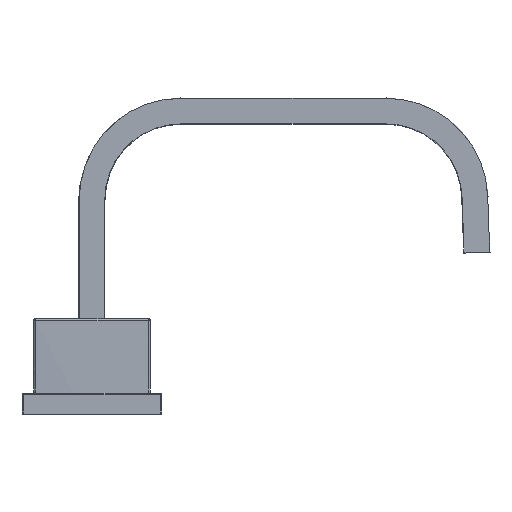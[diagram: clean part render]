
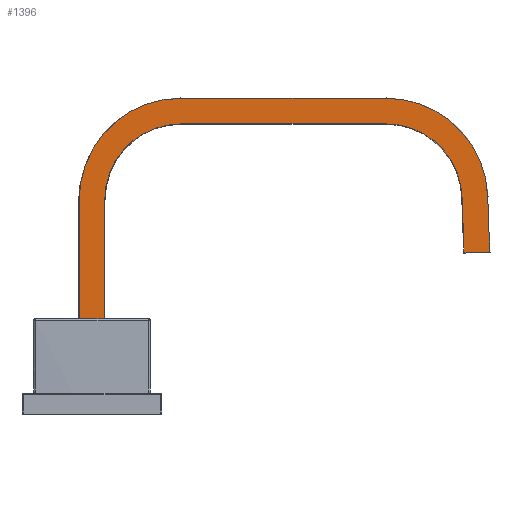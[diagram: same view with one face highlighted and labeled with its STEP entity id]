
A CAD part, left-side view. The second image highlights one B-rep face of the part: STEP entity #1396.
In plain terms, the highlighted planar face has unit normal (-1, 0, 0).
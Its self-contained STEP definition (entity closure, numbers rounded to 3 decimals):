
#3 = EDGE_CURVE ( 'NONE', #50, #1586, #1722, .T. ) ;
#28 = EDGE_CURVE ( 'NONE', #1345, #1266, #542, .T. ) ;
#43 = EDGE_CURVE ( 'NONE', #1680, #539, #56, .T. ) ;
#50 = VERTEX_POINT ( 'NONE', #799 ) ;
#56 = CIRCLE ( 'NONE', #608, 32.5 ) ;
#69 = CARTESIAN_POINT ( 'NONE',  ( -17.5, 91.85, 5.5 ) ) ;
#142 = CARTESIAN_POINT ( 'NONE',  ( -17.5, 124.35, 126.186 ) ) ;
#151 = VERTEX_POINT ( 'NONE', #1653 ) ;
#162 = VERTEX_POINT ( 'NONE', #354 ) ;
#166 = CIRCLE ( 'NONE', #1500, 32.5 ) ;
#178 = LINE ( 'NONE', #1679, #205 ) ;
#184 = VERTEX_POINT ( 'NONE', #487 ) ;
#205 = VECTOR ( 'NONE', #659, 1000. ) ;
#240 = ORIENTED_EDGE ( 'NONE', *, *, #1812, .T. ) ;
#325 = LINE ( 'NONE', #973, #339 ) ;
#339 = VECTOR ( 'NONE', #1333, 1000. ) ;
#354 = CARTESIAN_POINT ( 'NONE',  ( -17.5, 0., 5.5 ) ) ;
#392 = CARTESIAN_POINT ( 'NONE',  ( -17.5, 92.984, 158.666 ) ) ;
#423 = DIRECTION ( 'NONE',  ( 1., 0., 0. ) ) ;
#439 = FACE_OUTER_BOUND ( 'NONE', #1481, .T. ) ;
#478 = EDGE_CURVE ( 'NONE', #687, #151, #1897, .T. ) ;
#487 = CARTESIAN_POINT ( 'NONE',  ( -17.5, 124.35, 38. ) ) ;
#510 = ORIENTED_EDGE ( 'NONE', *, *, #478, .F. ) ;
#539 = VERTEX_POINT ( 'NONE', #694 ) ;
#541 = CARTESIAN_POINT ( 'NONE',  ( -17.5, 91.85, -5.5 ) ) ;
#542 = CIRCLE ( 'NONE', #1384, 43.5 ) ;
#551 = ORIENTED_EDGE ( 'NONE', *, *, #1552, .F. ) ;
#564 = LINE ( 'NONE', #901, #1698 ) ;
#569 = DIRECTION ( 'NONE',  ( 1., 0., 0. ) ) ;
#592 = EDGE_CURVE ( 'NONE', #1345, #1458, #878, .T. ) ;
#608 = AXIS2_PLACEMENT_3D ( 'NONE', #1743, #1113, #1793 ) ;
#625 = CARTESIAN_POINT ( 'NONE',  ( -17.5, 0., -5.5 ) ) ;
#659 = DIRECTION ( 'NONE',  ( 0., -0.999, 0.035 ) ) ;
#671 = ORIENTED_EDGE ( 'NONE', *, *, #592, .T. ) ;
#675 = ORIENTED_EDGE ( 'NONE', *, *, #3, .F. ) ;
#687 = VERTEX_POINT ( 'NONE', #730 ) ;
#694 = CARTESIAN_POINT ( 'NONE',  ( -17.5, 92.984, 158.666 ) ) ;
#699 = DIRECTION ( 'NONE',  ( 0., -0.999, 0.035 ) ) ;
#711 = DIRECTION ( 'NONE',  ( 0., -1., 0. ) ) ;
#728 = DIRECTION ( 'NONE',  ( 0., 0., 1. ) ) ;
#730 = CARTESIAN_POINT ( 'NONE',  ( -17.5, 135.35, 126.186 ) ) ;
#739 = CARTESIAN_POINT ( 'NONE',  ( -17.5, 69.383, 170.497 ) ) ;
#759 = CARTESIAN_POINT ( 'NONE',  ( -17.5, 91.85, -5.5 ) ) ;
#799 = CARTESIAN_POINT ( 'NONE',  ( -17.5, 69.383, 170.497 ) ) ;
#803 = LINE ( 'NONE', #1609, #1978 ) ;
#848 = VECTOR ( 'NONE', #1261, 1000. ) ;
#859 = VERTEX_POINT ( 'NONE', #1851 ) ;
#878 = LINE ( 'NONE', #888, #1100 ) ;
#888 = CARTESIAN_POINT ( 'NONE',  ( -17.5, 91.85, -5.5 ) ) ;
#901 = CARTESIAN_POINT ( 'NONE',  ( -17.5, 0., -5.5 ) ) ;
#940 = PLANE ( 'NONE',  #1107 ) ;
#945 = EDGE_CURVE ( 'NONE', #859, #162, #2046, .T. ) ;
#957 = AXIS2_PLACEMENT_3D ( 'NONE', #1649, #1999, #1015 ) ;
#969 = ORIENTED_EDGE ( 'NONE', *, *, #1332, .T. ) ;
#973 = CARTESIAN_POINT ( 'NONE',  ( -17.5, 135.35, 38. ) ) ;
#1015 = DIRECTION ( 'NONE',  ( 0., 0., -1. ) ) ;
#1060 = CARTESIAN_POINT ( 'NONE',  ( -17.5, 135.35, 38. ) ) ;
#1061 = ORIENTED_EDGE ( 'NONE', *, *, #28, .F. ) ;
#1068 = VECTOR ( 'NONE', #1906, 1000. ) ;
#1081 = DIRECTION ( 'NONE',  ( 0., 0., -1. ) ) ;
#1100 = VECTOR ( 'NONE', #711, 1000. ) ;
#1107 = AXIS2_PLACEMENT_3D ( 'NONE', #759, #1930, #1612 ) ;
#1113 = DIRECTION ( 'NONE',  ( 1., 0., 0. ) ) ;
#1240 = DIRECTION ( 'NONE',  ( 0., 0., -1. ) ) ;
#1261 = DIRECTION ( 'NONE',  ( 0., -0.035, -0.999 ) ) ;
#1266 = VERTEX_POINT ( 'NONE', #1060 ) ;
#1332 = EDGE_CURVE ( 'NONE', #1458, #162, #564, .T. ) ;
#1333 = DIRECTION ( 'NONE',  ( 0., 0., 1. ) ) ;
#1345 = VERTEX_POINT ( 'NONE', #541 ) ;
#1384 = AXIS2_PLACEMENT_3D ( 'NONE', #1908, #423, #1081 ) ;
#1396 = ADVANCED_FACE ( 'NONE', ( #439 ), #940, .F. ) ;
#1458 = VERTEX_POINT ( 'NONE', #625 ) ;
#1465 = ORIENTED_EDGE ( 'NONE', *, *, #43, .T. ) ;
#1481 = EDGE_LOOP ( 'NONE', ( #969, #1543, #240, #2060, #1465, #1855, #675, #551, #510, #1874, #1061, #671 ) ) ;
#1500 = AXIS2_PLACEMENT_3D ( 'NONE', #2037, #569, #1240 ) ;
#1506 = CARTESIAN_POINT ( 'NONE',  ( -17.5, 68.999, 159.503 ) ) ;
#1543 = ORIENTED_EDGE ( 'NONE', *, *, #945, .F. ) ;
#1552 = EDGE_CURVE ( 'NONE', #151, #50, #178, .T. ) ;
#1586 = VERTEX_POINT ( 'NONE', #1506 ) ;
#1609 = CARTESIAN_POINT ( 'NONE',  ( -17.5, 124.35, 38. ) ) ;
#1610 = EDGE_CURVE ( 'NONE', #1266, #687, #325, .T. ) ;
#1612 = DIRECTION ( 'NONE',  ( 0., 0., -1. ) ) ;
#1649 = CARTESIAN_POINT ( 'NONE',  ( -17.5, 91.85, 126.186 ) ) ;
#1653 = CARTESIAN_POINT ( 'NONE',  ( -17.5, 93.368, 169.659 ) ) ;
#1664 = VECTOR ( 'NONE', #699, 1000. ) ;
#1679 = CARTESIAN_POINT ( 'NONE',  ( -17.5, 93.368, 169.659 ) ) ;
#1680 = VERTEX_POINT ( 'NONE', #142 ) ;
#1689 = LINE ( 'NONE', #392, #1664 ) ;
#1690 = EDGE_CURVE ( 'NONE', #184, #1680, #803, .T. ) ;
#1698 = VECTOR ( 'NONE', #728, 1000. ) ;
#1722 = LINE ( 'NONE', #739, #848 ) ;
#1743 = CARTESIAN_POINT ( 'NONE',  ( -17.5, 91.85, 126.186 ) ) ;
#1772 = EDGE_CURVE ( 'NONE', #539, #1586, #1689, .T. ) ;
#1793 = DIRECTION ( 'NONE',  ( 0., 0., -1. ) ) ;
#1812 = EDGE_CURVE ( 'NONE', #859, #184, #166, .T. ) ;
#1851 = CARTESIAN_POINT ( 'NONE',  ( -17.5, 91.85, 5.5 ) ) ;
#1855 = ORIENTED_EDGE ( 'NONE', *, *, #1772, .T. ) ;
#1874 = ORIENTED_EDGE ( 'NONE', *, *, #1610, .F. ) ;
#1897 = CIRCLE ( 'NONE', #957, 43.5 ) ;
#1906 = DIRECTION ( 'NONE',  ( 0., -1., 0. ) ) ;
#1908 = CARTESIAN_POINT ( 'NONE',  ( -17.5, 91.85, 38. ) ) ;
#1930 = DIRECTION ( 'NONE',  ( 1., 0., 0. ) ) ;
#1978 = VECTOR ( 'NONE', #1988, 1000. ) ;
#1988 = DIRECTION ( 'NONE',  ( 0., 0., 1. ) ) ;
#1999 = DIRECTION ( 'NONE',  ( 1., 0., 0. ) ) ;
#2037 = CARTESIAN_POINT ( 'NONE',  ( -17.5, 91.85, 38. ) ) ;
#2046 = LINE ( 'NONE', #69, #1068 ) ;
#2060 = ORIENTED_EDGE ( 'NONE', *, *, #1690, .T. ) ;
